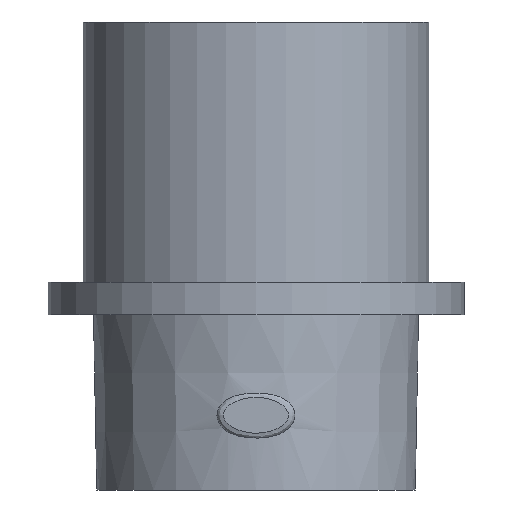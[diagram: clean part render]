
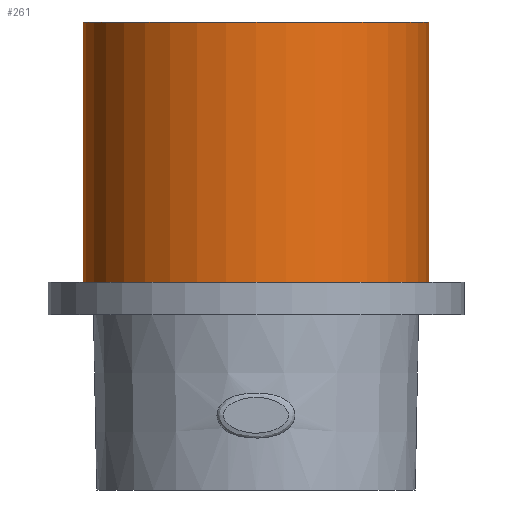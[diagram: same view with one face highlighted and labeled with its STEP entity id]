
A CAD part, front view. The second image highlights one B-rep face of the part: STEP entity #261.
In plain terms, the highlighted cylindrical face has radius 26.6 mm (diameter 53.2 mm), a full revolution.
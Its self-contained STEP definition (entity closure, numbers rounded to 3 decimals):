
#24=LINE('',#906,#29);
#29=VECTOR('',#329,26.6);
#34=CYLINDRICAL_SURFACE('',#291,26.6);
#57=FACE_OUTER_BOUND('',#75,.T.);
#75=EDGE_LOOP('',(#214,#215,#216,#217));
#95=CIRCLE('',#292,26.6);
#96=CIRCLE('',#293,26.6);
#137=VERTEX_POINT('',#903);
#138=VERTEX_POINT('',#905);
#168=EDGE_CURVE('',#137,#137,#95,.T.);
#169=EDGE_CURVE('',#137,#138,#24,.T.);
#170=EDGE_CURVE('',#138,#138,#96,.T.);
#214=ORIENTED_EDGE('',*,*,#168,.F.);
#215=ORIENTED_EDGE('',*,*,#169,.T.);
#216=ORIENTED_EDGE('',*,*,#170,.F.);
#217=ORIENTED_EDGE('',*,*,#169,.F.);
#261=ADVANCED_FACE('',(#57),#34,.T.);
#291=AXIS2_PLACEMENT_3D('',#902,#325,#326);
#292=AXIS2_PLACEMENT_3D('',#904,#327,#328);
#293=AXIS2_PLACEMENT_3D('',#907,#330,#331);
#325=DIRECTION('center_axis',(0.,0.,1.));
#326=DIRECTION('ref_axis',(1.,0.,0.));
#327=DIRECTION('center_axis',(0.,0.,1.));
#328=DIRECTION('ref_axis',(1.,0.,0.));
#329=DIRECTION('',(0.,0.,-1.));
#330=DIRECTION('center_axis',(0.,0.,-1.));
#331=DIRECTION('ref_axis',(1.,0.,0.));
#902=CARTESIAN_POINT('Origin',(0.,0.,27.));
#903=CARTESIAN_POINT('',(-26.6,0.,72.));
#904=CARTESIAN_POINT('Origin',(0.,0.,72.));
#905=CARTESIAN_POINT('',(-26.6,0.,32.));
#906=CARTESIAN_POINT('',(-26.6,0.,27.));
#907=CARTESIAN_POINT('Origin',(0.,0.,32.));
